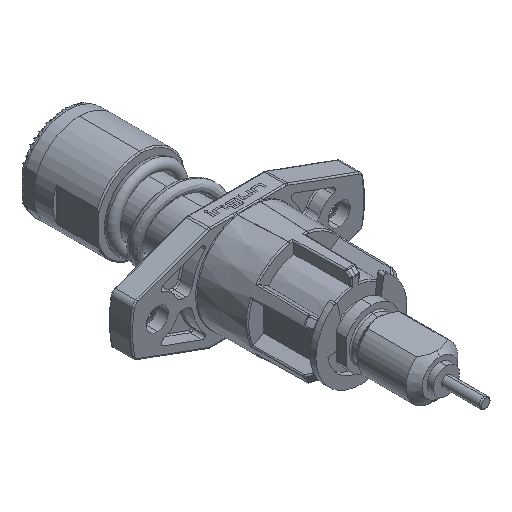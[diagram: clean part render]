
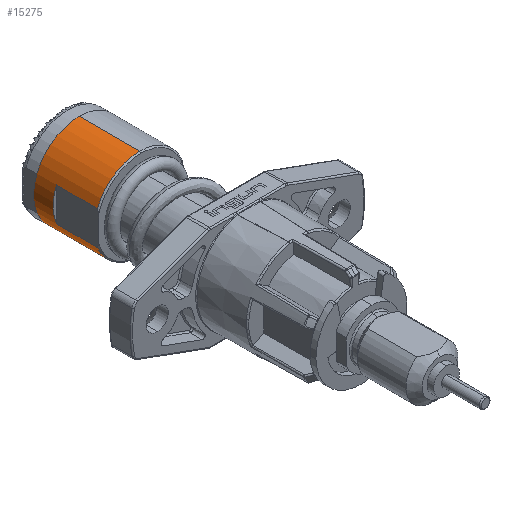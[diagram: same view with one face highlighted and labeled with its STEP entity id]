
A CAD part, isometric view. The second image highlights one B-rep face of the part: STEP entity #15275.
In plain terms, the highlighted cylindrical face has radius 7 mm (diameter 14 mm), a partial arc.
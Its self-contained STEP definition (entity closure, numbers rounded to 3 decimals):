
#588 = CARTESIAN_POINT ( 'NONE',  ( 0., 42.5, -7. ) ) ;
#715 = VERTEX_POINT ( 'NONE', #8806 ) ;
#955 = DIRECTION ( 'NONE',  ( 0., 1., 0. ) ) ;
#1073 = ORIENTED_EDGE ( 'NONE', *, *, #5392, .T. ) ;
#2179 = DIRECTION ( 'NONE',  ( 0., 1., 0. ) ) ;
#2370 = DIRECTION ( 'NONE',  ( 0., 1., 0. ) ) ;
#2838 = AXIS2_PLACEMENT_3D ( 'NONE', #25608, #33365, #42212 ) ;
#3619 = VERTEX_POINT ( 'NONE', #12293 ) ;
#3631 = DIRECTION ( 'NONE',  ( 0., 1., 0. ) ) ;
#3650 = CARTESIAN_POINT ( 'NONE',  ( 0., 42.5, 0. ) ) ;
#4194 = EDGE_CURVE ( 'NONE', #48108, #37394, #18560, .T. ) ;
#4466 = CARTESIAN_POINT ( 'NONE',  ( -6.5, 39.5, -2.598 ) ) ;
#5392 = EDGE_CURVE ( 'NONE', #20530, #15413, #31706, .T. ) ;
#7086 = CIRCLE ( 'NONE', #37728, 7. ) ;
#8806 = CARTESIAN_POINT ( 'NONE',  ( -6.5, 42.5, 2.598 ) ) ;
#9542 = CIRCLE ( 'NONE', #43525, 7. ) ;
#9904 = DIRECTION ( 'NONE',  ( -1., 0., 0. ) ) ;
#11854 = AXIS2_PLACEMENT_3D ( 'NONE', #16252, #955, #40360 ) ;
#12293 = CARTESIAN_POINT ( 'NONE',  ( -6.5, 33.2, -2.598 ) ) ;
#12896 = ORIENTED_EDGE ( 'NONE', *, *, #33645, .T. ) ;
#13011 = ORIENTED_EDGE ( 'NONE', *, *, #28481, .T. ) ;
#14996 = CARTESIAN_POINT ( 'NONE',  ( -6.5, 42.5, -2.598 ) ) ;
#15127 = VERTEX_POINT ( 'NONE', #15850 ) ;
#15275 = ADVANCED_FACE ( 'Defeature ausgef�hrt1_81', ( #28022 ), #43857, .T. ) ;
#15413 = VERTEX_POINT ( 'NONE', #46423 ) ;
#15819 = CARTESIAN_POINT ( 'NONE',  ( 0., -13., -7. ) ) ;
#15850 = CARTESIAN_POINT ( 'NONE',  ( 0., 33.2, -7. ) ) ;
#16252 = CARTESIAN_POINT ( 'NONE',  ( 0., 33.2, 0. ) ) ;
#16685 = ORIENTED_EDGE ( 'NONE', *, *, #4194, .T. ) ;
#17281 = ORIENTED_EDGE ( 'NONE', *, *, #35406, .F. ) ;
#17471 = VECTOR ( 'NONE', #33914, 1000. ) ;
#18175 = CARTESIAN_POINT ( 'NONE',  ( 0., -13., 0. ) ) ;
#18560 = CIRCLE ( 'NONE', #2838, 7. ) ;
#19207 = DIRECTION ( 'NONE',  ( 0., 1., 0. ) ) ;
#19215 = DIRECTION ( 'NONE',  ( -1., 0., 0. ) ) ;
#19951 = LINE ( 'NONE', #47443, #20311 ) ;
#20269 = AXIS2_PLACEMENT_3D ( 'NONE', #18175, #2370, #24895 ) ;
#20311 = VECTOR ( 'NONE', #3631, 1000. ) ;
#20530 = VERTEX_POINT ( 'NONE', #27437 ) ;
#21754 = VECTOR ( 'NONE', #2179, 1000. ) ;
#22119 = LINE ( 'NONE', #29864, #21754 ) ;
#22288 = EDGE_CURVE ( 'NONE', #37394, #20530, #29782, .T. ) ;
#22371 = DIRECTION ( 'NONE',  ( 0., 0., 1. ) ) ;
#24683 = DIRECTION ( 'NONE',  ( 0., 1., 0. ) ) ;
#24895 = DIRECTION ( 'NONE',  ( 0., 0., 1. ) ) ;
#25293 = CIRCLE ( 'NONE', #34428, 7. ) ;
#25392 = CARTESIAN_POINT ( 'NONE',  ( -6.5, -13., 2.598 ) ) ;
#25608 = CARTESIAN_POINT ( 'NONE',  ( 0., 39.5, 0. ) ) ;
#27437 = CARTESIAN_POINT ( 'NONE',  ( -6.5, 33.2, 2.598 ) ) ;
#27607 = CARTESIAN_POINT ( 'NONE',  ( -6.5, 39.5, 2.598 ) ) ;
#28022 = FACE_OUTER_BOUND ( 'NONE', #50630, .T. ) ;
#28481 = EDGE_CURVE ( 'NONE', #15413, #43420, #22119, .T. ) ;
#29782 = LINE ( 'NONE', #25392, #17471 ) ;
#29864 = CARTESIAN_POINT ( 'NONE',  ( 0., -13., 7. ) ) ;
#30633 = VERTEX_POINT ( 'NONE', #14996 ) ;
#30828 = ORIENTED_EDGE ( 'NONE', *, *, #22288, .T. ) ;
#31706 = CIRCLE ( 'NONE', #11854, 7. ) ;
#33365 = DIRECTION ( 'NONE',  ( 0., 1., 0. ) ) ;
#33645 = EDGE_CURVE ( 'NONE', #15127, #3619, #34411, .T. ) ;
#33914 = DIRECTION ( 'NONE',  ( 0., -1., 0. ) ) ;
#34233 = CARTESIAN_POINT ( 'NONE',  ( 0., 42.5, 0. ) ) ;
#34411 = CIRCLE ( 'NONE', #35249, 7. ) ;
#34428 = AXIS2_PLACEMENT_3D ( 'NONE', #34233, #50103, #9904 ) ;
#35249 = AXIS2_PLACEMENT_3D ( 'NONE', #40753, #24683, #36352 ) ;
#35406 = EDGE_CURVE ( 'NONE', #15127, #51043, #42293, .T. ) ;
#36038 = EDGE_CURVE ( 'NONE', #30633, #715, #9542, .T. ) ;
#36352 = DIRECTION ( 'NONE',  ( 0., 0., 1. ) ) ;
#36391 = EDGE_CURVE ( 'NONE', #715, #43420, #25293, .T. ) ;
#36585 = EDGE_CURVE ( 'NONE', #51043, #30633, #7086, .T. ) ;
#37394 = VERTEX_POINT ( 'NONE', #27607 ) ;
#37728 = AXIS2_PLACEMENT_3D ( 'NONE', #3650, #46976, #19215 ) ;
#37978 = ORIENTED_EDGE ( 'NONE', *, *, #36391, .F. ) ;
#38185 = DIRECTION ( 'NONE',  ( 0., 1., 0. ) ) ;
#40360 = DIRECTION ( 'NONE',  ( 0., 0., 1. ) ) ;
#40753 = CARTESIAN_POINT ( 'NONE',  ( 0., 33.2, 0. ) ) ;
#42212 = DIRECTION ( 'NONE',  ( 0., 0., 1. ) ) ;
#42293 = LINE ( 'NONE', #15819, #49269 ) ;
#42364 = ORIENTED_EDGE ( 'NONE', *, *, #36038, .F. ) ;
#43040 = EDGE_CURVE ( 'NONE', #3619, #48108, #19951, .T. ) ;
#43420 = VERTEX_POINT ( 'NONE', #43763 ) ;
#43525 = AXIS2_PLACEMENT_3D ( 'NONE', #44783, #38185, #22371 ) ;
#43763 = CARTESIAN_POINT ( 'NONE',  ( 0., 42.5, 7. ) ) ;
#43857 = CYLINDRICAL_SURFACE ( 'NONE', #20269, 7. ) ;
#44336 = ORIENTED_EDGE ( 'NONE', *, *, #43040, .T. ) ;
#44783 = CARTESIAN_POINT ( 'NONE',  ( 0., 42.5, 0. ) ) ;
#46423 = CARTESIAN_POINT ( 'NONE',  ( 0., 33.2, 7. ) ) ;
#46976 = DIRECTION ( 'NONE',  ( 0., 1., 0. ) ) ;
#47443 = CARTESIAN_POINT ( 'NONE',  ( -6.5, -13., -2.598 ) ) ;
#48108 = VERTEX_POINT ( 'NONE', #4466 ) ;
#48406 = ORIENTED_EDGE ( 'NONE', *, *, #36585, .F. ) ;
#49269 = VECTOR ( 'NONE', #19207, 1000. ) ;
#50103 = DIRECTION ( 'NONE',  ( 0., 1., 0. ) ) ;
#50630 = EDGE_LOOP ( 'NONE', ( #17281, #12896, #44336, #16685, #30828, #1073, #13011, #37978, #42364, #48406 ) ) ;
#51043 = VERTEX_POINT ( 'NONE', #588 ) ;
